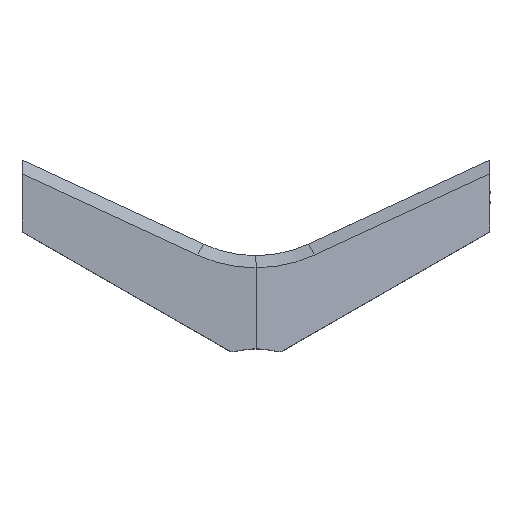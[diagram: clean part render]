
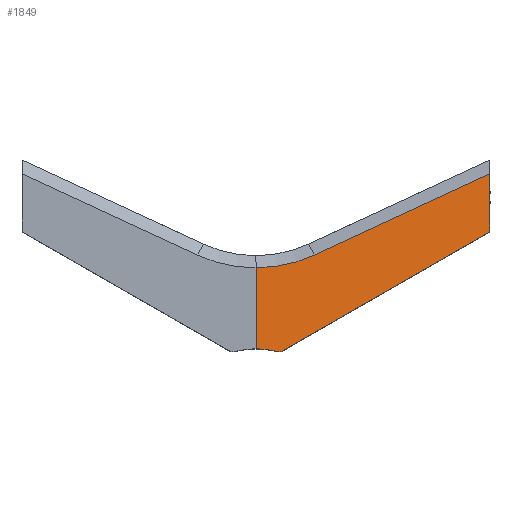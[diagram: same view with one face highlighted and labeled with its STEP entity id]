
A CAD part, top view. The second image highlights one B-rep face of the part: STEP entity #1849.
In plain terms, the highlighted planar face has unit normal (0.066, 0.038, 0.997).
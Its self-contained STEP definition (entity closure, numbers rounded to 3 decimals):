
#4 = VERTEX_POINT ( 'NONE', #3594 ) ;
#26 = DIRECTION ( 'NONE',  ( -0.066, -0.038, -0.997 ) ) ;
#57 = CARTESIAN_POINT ( 'NONE',  ( 93.717, 93.614, -123.924 ) ) ;
#66 = CARTESIAN_POINT ( 'NONE',  ( 23.451, 61.088, -118.07 ) ) ;
#68 = CARTESIAN_POINT ( 'NONE',  ( 16.206, 57.727, -117.466 ) ) ;
#76 = CARTESIAN_POINT ( 'NONE',  ( 0., 23.5, -115.107 ) ) ;
#123 = CARTESIAN_POINT ( 'NONE',  ( 0., 23.5, -115.107 ) ) ;
#146 = CARTESIAN_POINT ( 'NONE',  ( 2.745, 23.5, -115.288 ) ) ;
#150 = CARTESIAN_POINT ( 'NONE',  ( 23.451, 61.088, -118.07 ) ) ;
#186 = EDGE_CURVE ( 'NONE', #3892, #3675, #3429, .T. ) ;
#207 = CARTESIAN_POINT ( 'NONE',  ( 8.222, 55.979, -116.875 ) ) ;
#210 = EDGE_CURVE ( 'NONE', #809, #3892, #3434, .T. ) ;
#213 = EDGE_CURVE ( 'NONE', #809, #4, #3413, .T. ) ;
#261 = EDGE_CURVE ( 'NONE', #4, #1110, #2419, .T. ) ;
#297 = CARTESIAN_POINT ( 'NONE',  ( 0.237, 55.996, -116.35 ) ) ;
#319 = CARTESIAN_POINT ( 'NONE',  ( -3.167, 43.55, -115.656 ) ) ;
#505 = EDGE_CURVE ( 'NONE', #1110, #3727, #4484, .T. ) ;
#572 = VERTEX_POINT ( 'NONE', #3990 ) ;
#624 = PLANE ( 'NONE',  #4294 ) ;
#657 = CARTESIAN_POINT ( 'NONE',  ( 8.132, 22.498, -115.604 ) ) ;
#672 = CARTESIAN_POINT ( 'NONE',  ( 9.148, 22.244, -115.662 ) ) ;
#809 = VERTEX_POINT ( 'NONE', #2213 ) ;
#913 = CARTESIAN_POINT ( 'NONE',  ( 0.237, 55.996, -116.35 ) ) ;
#921 = CARTESIAN_POINT ( 'NONE',  ( 5.469, 23.164, -115.454 ) ) ;
#1110 = VERTEX_POINT ( 'NONE', #3523 ) ;
#1121 = CARTESIAN_POINT ( 'NONE',  ( 0., 23.5, -115.107 ) ) ;
#1563 = EDGE_CURVE ( 'NONE', #3116, #3675, #4006, .T. ) ;
#1578 = EDGE_CURVE ( 'NONE', #3727, #572, #2906, .T. ) ;
#1731 = EDGE_CURVE ( 'NONE', #572, #3116, #3894, .T. ) ;
#1840 = DIRECTION ( 'NONE',  ( 0., 0.999, -0.038 ) ) ;
#1849 = ADVANCED_FACE ( 'NONE', ( #1869 ), #624, .F. ) ;
#1869 = FACE_OUTER_BOUND ( 'NONE', #4053, .T. ) ;
#1943 = ORIENTED_EDGE ( 'NONE', *, *, #261, .F. ) ;
#1946 = ORIENTED_EDGE ( 'NONE', *, *, #213, .F. ) ;
#1957 = ORIENTED_EDGE ( 'NONE', *, *, #210, .T. ) ;
#1998 = ORIENTED_EDGE ( 'NONE', *, *, #186, .T. ) ;
#2007 = ORIENTED_EDGE ( 'NONE', *, *, #1563, .F. ) ;
#2015 = ORIENTED_EDGE ( 'NONE', *, *, #1731, .F. ) ;
#2022 = ORIENTED_EDGE ( 'NONE', *, *, #1578, .F. ) ;
#2027 = ORIENTED_EDGE ( 'NONE', *, *, #505, .F. ) ;
#2168 = CARTESIAN_POINT ( 'NONE',  ( 10.185, 22.388, -115.735 ) ) ;
#2204 = CARTESIAN_POINT ( 'NONE',  ( 11.093, 22.909, -115.815 ) ) ;
#2213 = CARTESIAN_POINT ( 'NONE',  ( 93.717, 70.303, -123.044 ) ) ;
#2282 = DIRECTION ( 'NONE',  ( -0.865, -0.496, 0.076 ) ) ;
#2296 = CARTESIAN_POINT ( 'NONE',  ( 93.717, 70.303, -123.044 ) ) ;
#2354 = CARTESIAN_POINT ( 'NONE',  ( 93.717, 70.303, -123.044 ) ) ;
#2359 = DIRECTION ( 'NONE',  ( -0.905, -0.419, 0.075 ) ) ;
#2373 = DIRECTION ( 'NONE',  ( 0., 0.999, -0.038 ) ) ;
#2379 = CARTESIAN_POINT ( 'NONE',  ( 93.717, 93.614, -123.924 ) ) ;
#2419 =( BOUNDED_CURVE ( )  B_SPLINE_CURVE ( 3, ( #2204, #2168, #672, #657 ),
 .UNSPECIFIED., .F., .F. ) 
 B_SPLINE_CURVE_WITH_KNOTS ( ( 4, 4 ),
 ( 1.571, 2.337 ),
 .UNSPECIFIED. ) 
 CURVE ( )  GEOMETRIC_REPRESENTATION_ITEM ( )  RATIONAL_B_SPLINE_CURVE ( ( 1., 0.952, 0.952, 1. ) ) 
 REPRESENTATION_ITEM ( '' )  );
#2897 = VECTOR ( 'NONE', #1840, 1000. ) ;
#2906 = LINE ( 'NONE', #1121, #2897 ) ;
#2911 = DIRECTION ( 'NONE',  ( -0.998, 0., 0.066 ) ) ;
#3116 = VERTEX_POINT ( 'NONE', #913 ) ;
#3385 = VECTOR ( 'NONE', #2282, 1000. ) ;
#3396 = VECTOR ( 'NONE', #2373, 1000. ) ;
#3404 = CARTESIAN_POINT ( 'NONE',  ( 8.132, 22.498, -115.604 ) ) ;
#3413 = LINE ( 'NONE', #2296, #3385 ) ;
#3423 = VECTOR ( 'NONE', #2359, 1000. ) ;
#3429 = LINE ( 'NONE', #2379, #3423 ) ;
#3434 = LINE ( 'NONE', #2354, #3396 ) ;
#3523 = CARTESIAN_POINT ( 'NONE',  ( 8.132, 22.498, -115.604 ) ) ;
#3594 = CARTESIAN_POINT ( 'NONE',  ( 11.093, 22.909, -115.815 ) ) ;
#3675 = VERTEX_POINT ( 'NONE', #150 ) ;
#3727 = VERTEX_POINT ( 'NONE', #76 ) ;
#3892 = VERTEX_POINT ( 'NONE', #57 ) ;
#3894 = B_SPLINE_CURVE_WITH_KNOTS ( 'NONE', 3,
 ( #4029, #3977, #4088, #4164 ),
 .UNSPECIFIED., .F., .F.,
 ( 4, 4 ),
 ( 0., 0. ),
 .UNSPECIFIED. ) ;
#3977 = CARTESIAN_POINT ( 'NONE',  ( 0.079, 55.974, -116.338 ) ) ;
#3990 = CARTESIAN_POINT ( 'NONE',  ( 0., 55.963, -116.333 ) ) ;
#4006 = B_SPLINE_CURVE_WITH_KNOTS ( 'NONE', 3,
 ( #297, #207, #68, #66 ),
 .UNSPECIFIED., .F., .F.,
 ( 4, 4 ),
 ( 0., 0.024 ),
 .UNSPECIFIED. ) ;
#4029 = CARTESIAN_POINT ( 'NONE',  ( 0., 55.963, -116.333 ) ) ;
#4053 = EDGE_LOOP ( 'NONE', ( #1943, #1946, #1957, #1998, #2007, #2015, #2022, #2027 ) ) ;
#4088 = CARTESIAN_POINT ( 'NONE',  ( 0.158, 55.985, -116.344 ) ) ;
#4164 = CARTESIAN_POINT ( 'NONE',  ( 0.237, 55.996, -116.35 ) ) ;
#4294 = AXIS2_PLACEMENT_3D ( 'NONE', #319, #26, #2911 ) ;
#4484 =( BOUNDED_CURVE ( )  B_SPLINE_CURVE ( 3, ( #3404, #921, #146, #123 ),
 .UNSPECIFIED., .F., .F. ) 
 B_SPLINE_CURVE_WITH_KNOTS ( ( 4, 4 ),
 ( 0.805, 1.05 ),
 .UNSPECIFIED. ) 
 CURVE ( )  GEOMETRIC_REPRESENTATION_ITEM ( )  RATIONAL_B_SPLINE_CURVE ( ( 1., 0.995, 0.995, 1. ) ) 
 REPRESENTATION_ITEM ( '' )  );
